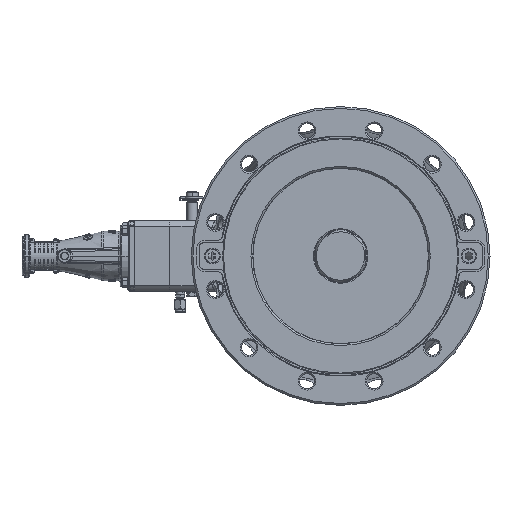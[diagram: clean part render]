
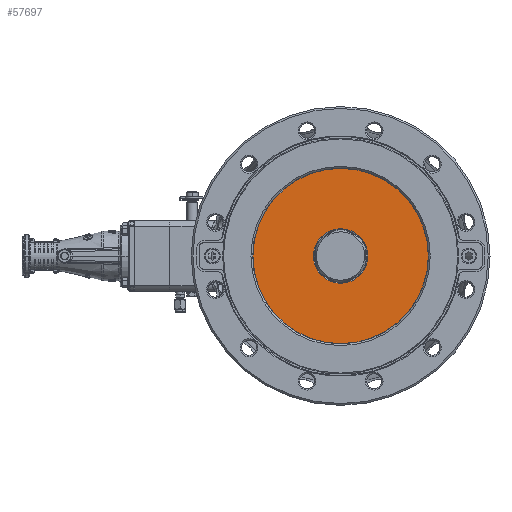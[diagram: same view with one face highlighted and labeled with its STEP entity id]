
A CAD part, left-side view. The second image highlights one B-rep face of the part: STEP entity #57697.
In plain terms, the highlighted planar face has unit normal (-1, 0, 0).
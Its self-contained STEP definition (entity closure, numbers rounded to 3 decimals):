
#1393 = VERTEX_POINT ( 'NONE', #84548 ) ;
#1949 = VERTEX_POINT ( 'NONE', #97233 ) ;
#2909 = VERTEX_POINT ( 'NONE', #87327 ) ;
#7477 = DIRECTION ( 'NONE',  ( -1., 0., 0. ) ) ;
#13007 = CARTESIAN_POINT ( 'NONE',  ( -85.5, -161.8, 0. ) ) ;
#15880 = EDGE_CURVE ( 'NONE', #1393, #2909, #52309, .T. ) ;
#19082 = CARTESIAN_POINT ( 'NONE',  ( -85.5, -161.8, 0. ) ) ;
#20580 = DIRECTION ( 'NONE',  ( 0., 0., -1. ) ) ;
#25857 = EDGE_LOOP ( 'NONE', ( #88069, #28507 ) ) ;
#26644 = DIRECTION ( 'NONE',  ( 0., 0., -1. ) ) ;
#27743 = DIRECTION ( 'NONE',  ( 1., 0., 0. ) ) ;
#28507 = ORIENTED_EDGE ( 'NONE', *, *, #74611, .F. ) ;
#35601 = AXIS2_PLACEMENT_3D ( 'NONE', #19082, #72052, #26644 ) ;
#36601 = CARTESIAN_POINT ( 'NONE',  ( -85.5, -161.8, 99.75 ) ) ;
#37623 = DIRECTION ( 'NONE',  ( -1., 0., 0. ) ) ;
#40108 = CIRCLE ( 'NONE', #35601, 31. ) ;
#41822 = AXIS2_PLACEMENT_3D ( 'NONE', #13007, #65915, #20580 ) ;
#43454 = AXIS2_PLACEMENT_3D ( 'NONE', #52782, #7477, #60357 ) ;
#44679 = EDGE_CURVE ( 'NONE', #1949, #87987, #65567, .T. ) ;
#46602 = ORIENTED_EDGE ( 'NONE', *, *, #47901, .T. ) ;
#47901 = EDGE_CURVE ( 'NONE', #87987, #1949, #71092, .T. ) ;
#50332 = CARTESIAN_POINT ( 'NONE',  ( -85.5, -261.55, 0. ) ) ;
#52309 = CIRCLE ( 'NONE', #43454, 31. ) ;
#52782 = CARTESIAN_POINT ( 'NONE',  ( -85.5, -161.8, 0. ) ) ;
#52908 = FACE_OUTER_BOUND ( 'NONE', #67976, .T. ) ;
#57697 = ADVANCED_FACE ( 'NONE', ( #70640, #52908 ), #80337, .F. ) ;
#60357 = DIRECTION ( 'NONE',  ( 0., 0., -1. ) ) ;
#65567 = CIRCLE ( 'NONE', #72158, 99.75 ) ;
#65887 = ORIENTED_EDGE ( 'NONE', *, *, #44679, .T. ) ;
#65915 = DIRECTION ( 'NONE',  ( -1., 0., 0. ) ) ;
#67976 = EDGE_LOOP ( 'NONE', ( #65887, #46602 ) ) ;
#70640 = FACE_BOUND ( 'NONE', #25857, .T. ) ;
#71092 = CIRCLE ( 'NONE', #41822, 99.75 ) ;
#72052 = DIRECTION ( 'NONE',  ( -1., 0., 0. ) ) ;
#72158 = AXIS2_PLACEMENT_3D ( 'NONE', #82900, #37623, #90505 ) ;
#74611 = EDGE_CURVE ( 'NONE', #2909, #1393, #40108, .T. ) ;
#80337 = PLANE ( 'NONE',  #80348 ) ;
#80348 = AXIS2_PLACEMENT_3D ( 'NONE', #50332, #27743, #80661 ) ;
#80661 = DIRECTION ( 'NONE',  ( 0., 0., 1. ) ) ;
#82900 = CARTESIAN_POINT ( 'NONE',  ( -85.5, -161.8, 0. ) ) ;
#84548 = CARTESIAN_POINT ( 'NONE',  ( -85.5, -161.8, -31. ) ) ;
#87327 = CARTESIAN_POINT ( 'NONE',  ( -85.5, -161.8, 31. ) ) ;
#87987 = VERTEX_POINT ( 'NONE', #36601 ) ;
#88069 = ORIENTED_EDGE ( 'NONE', *, *, #15880, .F. ) ;
#90505 = DIRECTION ( 'NONE',  ( 0., 0., -1. ) ) ;
#97233 = CARTESIAN_POINT ( 'NONE',  ( -85.5, -161.8, -99.75 ) ) ;
